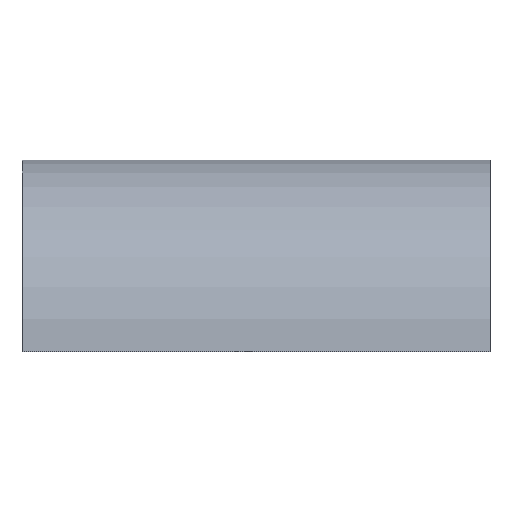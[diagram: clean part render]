
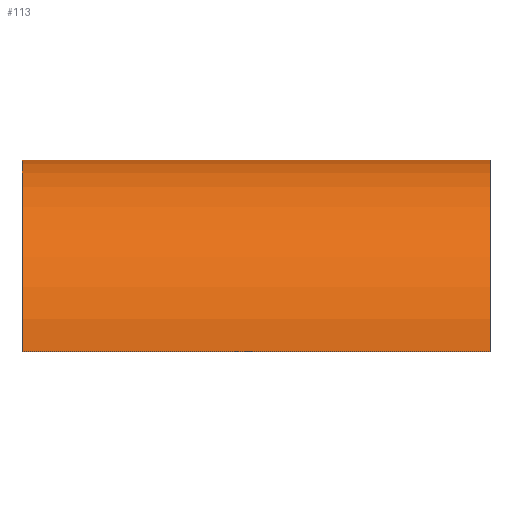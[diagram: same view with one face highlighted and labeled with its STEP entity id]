
A CAD part, left-side view. The second image highlights one B-rep face of the part: STEP entity #113.
In plain terms, the highlighted cylindrical face has radius 145.7 mm (diameter 291.4 mm), a partial arc.
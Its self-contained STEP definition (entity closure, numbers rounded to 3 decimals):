
#105=CYLINDRICAL_SURFACE('',#290,145.7);
#113=ADVANCED_FACE('',(#133),#105,.T.);
#133=FACE_OUTER_BOUND('',#145,.T.);
#145=EDGE_LOOP('',(#177,#178,#179,#180));
#154=CIRCLE('',#283,145.7);
#156=CIRCLE('',#286,145.7);
#177=ORIENTED_EDGE('',*,*,#233,.T.);
#178=ORIENTED_EDGE('',*,*,#228,.T.);
#179=ORIENTED_EDGE('',*,*,#236,.F.);
#180=ORIENTED_EDGE('',*,*,#232,.F.);
#209=VERTEX_POINT('',#362);
#212=VERTEX_POINT('',#367);
#214=VERTEX_POINT('',#372);
#216=VERTEX_POINT('',#376);
#228=EDGE_CURVE('',#209,#212,#154,.T.);
#232=EDGE_CURVE('',#216,#214,#156,.T.);
#233=EDGE_CURVE('',#216,#209,#253,.T.);
#236=EDGE_CURVE('',#214,#212,#256,.T.);
#253=LINE('',#379,#269);
#256=LINE('',#383,#272);
#269=VECTOR('',#320,1.);
#272=VECTOR('',#325,1.);
#283=AXIS2_PLACEMENT_3D('',#368,#308,#309);
#286=AXIS2_PLACEMENT_3D('',#377,#316,#317);
#290=AXIS2_PLACEMENT_3D('',#385,#328,#329);
#308=DIRECTION('',(0.,-1.,0.));
#309=DIRECTION('',(0.,0.,-1.));
#316=DIRECTION('',(0.,-1.,0.));
#317=DIRECTION('',(0.,0.,1.));
#320=DIRECTION('',(0.,1.,0.));
#325=DIRECTION('',(0.,1.,0.));
#328=DIRECTION('',(0.,1.,0.));
#329=DIRECTION('',(0.,0.,1.));
#362=CARTESIAN_POINT('',(-4.017,184.,145.645));
#367=CARTESIAN_POINT('',(-145.697,184.,1.001));
#368=CARTESIAN_POINT('',(0.,184.,0.));
#372=CARTESIAN_POINT('',(-145.697,-169.,1.001));
#376=CARTESIAN_POINT('',(-4.017,-169.,145.645));
#377=CARTESIAN_POINT('',(0.,-169.,0.));
#379=CARTESIAN_POINT('',(-4.017,-169.,145.645));
#383=CARTESIAN_POINT('',(-145.697,-169.,1.001));
#385=CARTESIAN_POINT('',(0.,-169.,0.));
